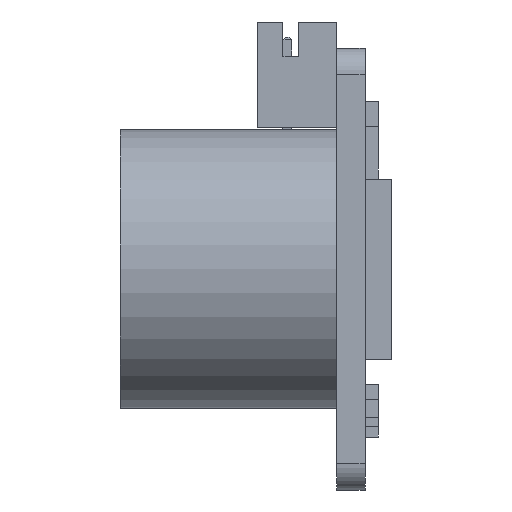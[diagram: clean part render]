
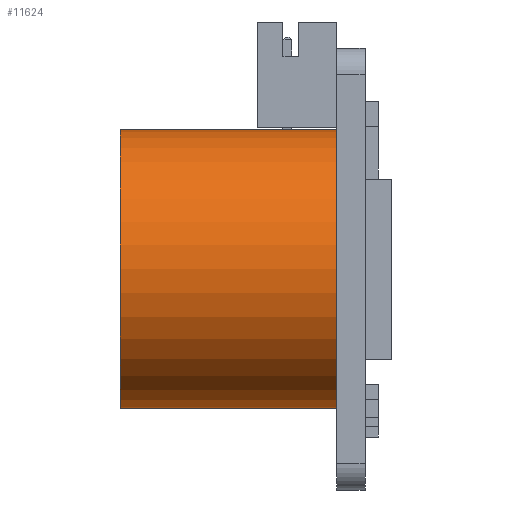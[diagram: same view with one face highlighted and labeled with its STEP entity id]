
A CAD part, left-side view. The second image highlights one B-rep face of the part: STEP entity #11624.
In plain terms, the highlighted cylindrical face has radius 7.9 mm (diameter 15.8 mm), a partial arc.
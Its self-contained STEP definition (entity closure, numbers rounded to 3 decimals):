
#27 = FACE_OUTER_BOUND ( 'NONE', #9885, .T. ) ;
#643 = ORIENTED_EDGE ( 'NONE', *, *, #672, .T. ) ;
#672 = EDGE_CURVE ( 'NONE', #11839, #1006, #8847, .T. ) ;
#872 = DIRECTION ( 'NONE',  ( 0., 0., 1. ) ) ;
#892 = CARTESIAN_POINT ( 'NONE',  ( 5.251, 25.417, 30. ) ) ;
#971 = CARTESIAN_POINT ( 'NONE',  ( 5.251, 37.667, 37.9 ) ) ;
#1006 = VERTEX_POINT ( 'NONE', #892 ) ;
#1007 = CARTESIAN_POINT ( 'NONE',  ( 5.251, 25.417, 37.9 ) ) ;
#1018 = DIRECTION ( 'NONE',  ( 0., 0., 1. ) ) ;
#1450 = VECTOR ( 'NONE', #2090, 1000. ) ;
#1601 = LINE ( 'NONE', #12001, #1450 ) ;
#2090 = DIRECTION ( 'NONE',  ( 0., -1., 0. ) ) ;
#2515 = AXIS2_PLACEMENT_3D ( 'NONE', #1007, #10800, #872 ) ;
#3156 = ORIENTED_EDGE ( 'NONE', *, *, #10548, .T. ) ;
#3266 = AXIS2_PLACEMENT_3D ( 'NONE', #971, #8948, #1018 ) ;
#3288 = CARTESIAN_POINT ( 'NONE',  ( 5.251, 37.667, 30. ) ) ;
#3677 = AXIS2_PLACEMENT_3D ( 'NONE', #9742, #12686, #6745 ) ;
#3777 = EDGE_CURVE ( 'NONE', #11839, #7508, #10972, .T. ) ;
#3959 = CYLINDRICAL_SURFACE ( 'NONE', #3677, 7.9 ) ;
#5799 = CARTESIAN_POINT ( 'NONE',  ( 5.251, 25.417, 45.8 ) ) ;
#6032 = VECTOR ( 'NONE', #10239, 1000. ) ;
#6745 = DIRECTION ( 'NONE',  ( 0., 0., -1. ) ) ;
#7099 = CARTESIAN_POINT ( 'NONE',  ( 5.251, 37.667, 30. ) ) ;
#7508 = VERTEX_POINT ( 'NONE', #9822 ) ;
#7539 = VERTEX_POINT ( 'NONE', #5799 ) ;
#7853 = EDGE_CURVE ( 'NONE', #7508, #7539, #1601, .T. ) ;
#8847 = LINE ( 'NONE', #3288, #6032 ) ;
#8884 = ORIENTED_EDGE ( 'NONE', *, *, #7853, .F. ) ;
#8948 = DIRECTION ( 'NONE',  ( 0., 1., 0. ) ) ;
#9742 = CARTESIAN_POINT ( 'NONE',  ( 5.251, 37.667, 37.9 ) ) ;
#9822 = CARTESIAN_POINT ( 'NONE',  ( 5.251, 37.667, 45.8 ) ) ;
#9885 = EDGE_LOOP ( 'NONE', ( #8884, #10593, #643, #3156 ) ) ;
#10239 = DIRECTION ( 'NONE',  ( 0., -1., 0. ) ) ;
#10548 = EDGE_CURVE ( 'NONE', #1006, #7539, #11473, .T. ) ;
#10593 = ORIENTED_EDGE ( 'NONE', *, *, #3777, .F. ) ;
#10800 = DIRECTION ( 'NONE',  ( 0., 1., 0. ) ) ;
#10972 = CIRCLE ( 'NONE', #3266, 7.9 ) ;
#11473 = CIRCLE ( 'NONE', #2515, 7.9 ) ;
#11624 = ADVANCED_FACE ( 'NONE', ( #27 ), #3959, .T. ) ;
#11839 = VERTEX_POINT ( 'NONE', #7099 ) ;
#12001 = CARTESIAN_POINT ( 'NONE',  ( 5.251, 37.667, 45.8 ) ) ;
#12686 = DIRECTION ( 'NONE',  ( 0., -1., 0. ) ) ;
